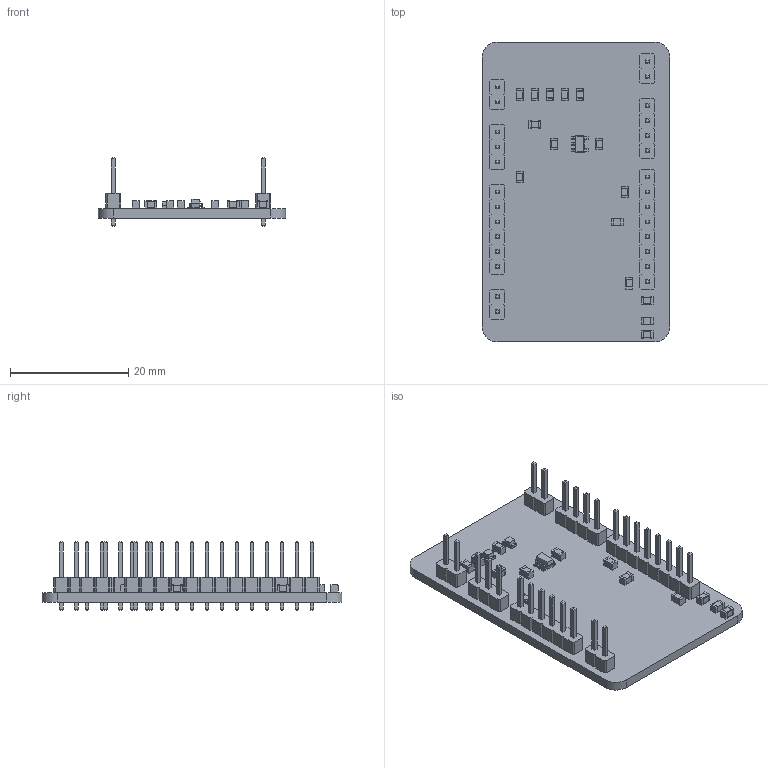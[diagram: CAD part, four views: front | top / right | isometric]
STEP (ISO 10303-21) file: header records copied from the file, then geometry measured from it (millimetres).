
FILE_DESCRIPTION(('KiCad electronic assembly'),'2;1');
FILE_NAME('esp8266-wiz550io-Feb2021.step','2021-04-17T07:35:08',( 'An Author'),('A Company'),'Open CASCADE STEP processor 6.9', 'KiCad to STEP converter','Unknown');
FILE_SCHEMA(('AUTOMOTIVE_DESIGN { 1 0 10303 214 1 1 1 1 }'));
Length unit declared in the file: millimetre
Products named in the file (18): Open CASCADE STEP translator 6.9 1; PinHeader_1x02_P2.54mm_Vertical; SOLID; C_0805_2012Metric; SOT-23-5; PinHeader_1x03_P2.54mm_Vertical; PinHeader_1x06_P2.54mm_Vertical; PinHeader_1x08_P2.54mm_Vertical; PinHeader_1x04_P2.54mm_Vertical; LED_0805_2012Metric; COMPOUND
Assembly tree (32 placements, depth 3):
  Open CASCADE STEP translator 6.9 1
    PinHeader_1x02_P2.54mm_Vertical  x3
      SOLID
    C_0805_2012Metric  x13
      SOLID
    SOT-23-5
      SOLID
    PinHeader_1x03_P2.54mm_Vertical
      SOLID
    PinHeader_1x06_P2.54mm_Vertical
      SOLID
    PinHeader_1x08_P2.54mm_Vertical
      SOLID
    PinHeader_1x04_P2.54mm_Vertical
      SOLID
    LED_0805_2012Metric  x2
      SOLID
    COMPOUND
Bounding box: 31.75 x 50.8 x 11.54 mm (x, y, z)
Volume: 3117.8 mm3; surface area: 5182 mm2
Topology: 24 solids, 24 shells, 1286 faces, 3192 edges, 2036 vertices
Faces by surface type: plane 1034, cylinder 223, bspline 29
Full cylindrical faces by diameter (mm): 1 x27
Entity records: 54021 total; most frequent: CARTESIAN_POINT 8318, DIRECTION 7468, LINE 5482, VECTOR 5482, ORIENTED_EDGE 3902, PCURVE 3902, DEFINITIONAL_REPRESENTATION 3902, EDGE_CURVE 1951
